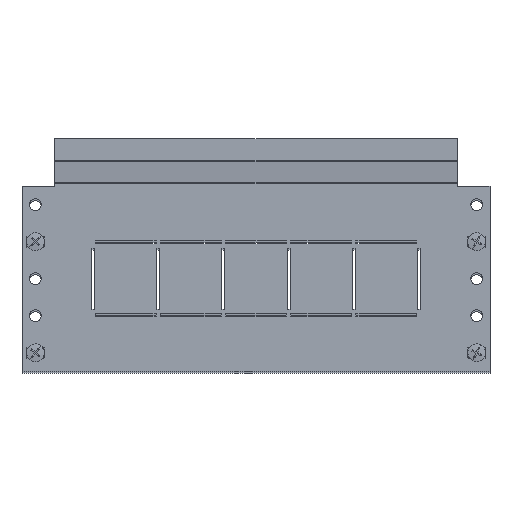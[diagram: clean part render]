
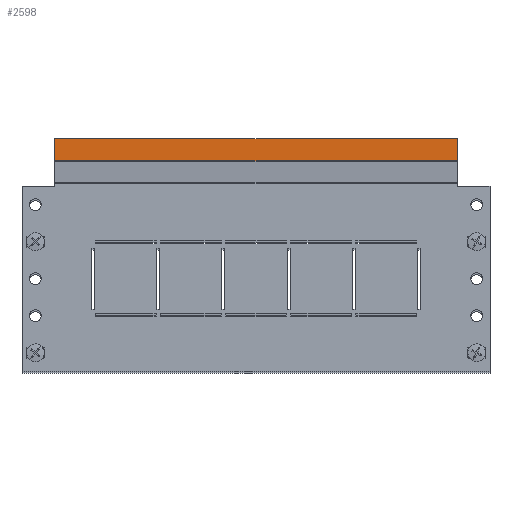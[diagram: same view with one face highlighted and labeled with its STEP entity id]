
A CAD part, top view. The second image highlights one B-rep face of the part: STEP entity #2598.
In plain terms, the highlighted planar face has unit normal (0, 0, 1).
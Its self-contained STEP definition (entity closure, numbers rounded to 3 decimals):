
#88 = VERTEX_POINT ( 'NONE', #6323 ) ;
#224 = AXIS2_PLACEMENT_3D ( 'NONE', #1092, #2551, #6035 ) ;
#239 = LINE ( 'NONE', #5291, #5782 ) ;
#628 = EDGE_CURVE ( 'NONE', #88, #1738, #239, .T. ) ;
#758 = EDGE_CURVE ( 'NONE', #3683, #1738, #1386, .T. ) ;
#763 = CARTESIAN_POINT ( 'NONE',  ( 136., 0., 1.2 ) ) ;
#935 = CARTESIAN_POINT ( 'NONE',  ( 158., -14.948, 1.2 ) ) ;
#1047 = EDGE_CURVE ( 'NONE', #3683, #5959, #5777, .T. ) ;
#1092 = CARTESIAN_POINT ( 'NONE',  ( 158., 0., 1.2 ) ) ;
#1162 = CARTESIAN_POINT ( 'NONE',  ( 136., 0., 1.2 ) ) ;
#1196 = DIRECTION ( 'NONE',  ( 0., -1., 0. ) ) ;
#1366 = CARTESIAN_POINT ( 'NONE',  ( -136., 0., 1.2 ) ) ;
#1386 = LINE ( 'NONE', #5867, #4477 ) ;
#1738 = VERTEX_POINT ( 'NONE', #1366 ) ;
#2464 = VECTOR ( 'NONE', #1196, 1000. ) ;
#2551 = DIRECTION ( 'NONE',  ( 0., 0., -1. ) ) ;
#2588 = PLANE ( 'NONE',  #224 ) ;
#2598 = ADVANCED_FACE ( 'NONE', ( #5766 ), #2588, .F. ) ;
#3328 = LINE ( 'NONE', #935, #4957 ) ;
#3683 = VERTEX_POINT ( 'NONE', #1162 ) ;
#4205 = DIRECTION ( 'NONE',  ( 0., 1., 0. ) ) ;
#4477 = VECTOR ( 'NONE', #5399, 1000. ) ;
#4855 = EDGE_LOOP ( 'NONE', ( #6171, #6209, #5386, #5121 ) ) ;
#4957 = VECTOR ( 'NONE', #6303, 1000. ) ;
#5121 = ORIENTED_EDGE ( 'NONE', *, *, #1047, .F. ) ;
#5291 = CARTESIAN_POINT ( 'NONE',  ( -136., 0., 1.2 ) ) ;
#5386 = ORIENTED_EDGE ( 'NONE', *, *, #5627, .F. ) ;
#5399 = DIRECTION ( 'NONE',  ( -1., 0., 0. ) ) ;
#5508 = CARTESIAN_POINT ( 'NONE',  ( 136., -14.948, 1.2 ) ) ;
#5627 = EDGE_CURVE ( 'NONE', #5959, #88, #3328, .T. ) ;
#5766 = FACE_OUTER_BOUND ( 'NONE', #4855, .T. ) ;
#5777 = LINE ( 'NONE', #763, #2464 ) ;
#5782 = VECTOR ( 'NONE', #4205, 1000. ) ;
#5867 = CARTESIAN_POINT ( 'NONE',  ( 158., 0., 1.2 ) ) ;
#5959 = VERTEX_POINT ( 'NONE', #5508 ) ;
#6035 = DIRECTION ( 'NONE',  ( 0., 1., 0. ) ) ;
#6171 = ORIENTED_EDGE ( 'NONE', *, *, #758, .T. ) ;
#6209 = ORIENTED_EDGE ( 'NONE', *, *, #628, .F. ) ;
#6303 = DIRECTION ( 'NONE',  ( -1., 0., 0. ) ) ;
#6323 = CARTESIAN_POINT ( 'NONE',  ( -136., -14.948, 1.2 ) ) ;
